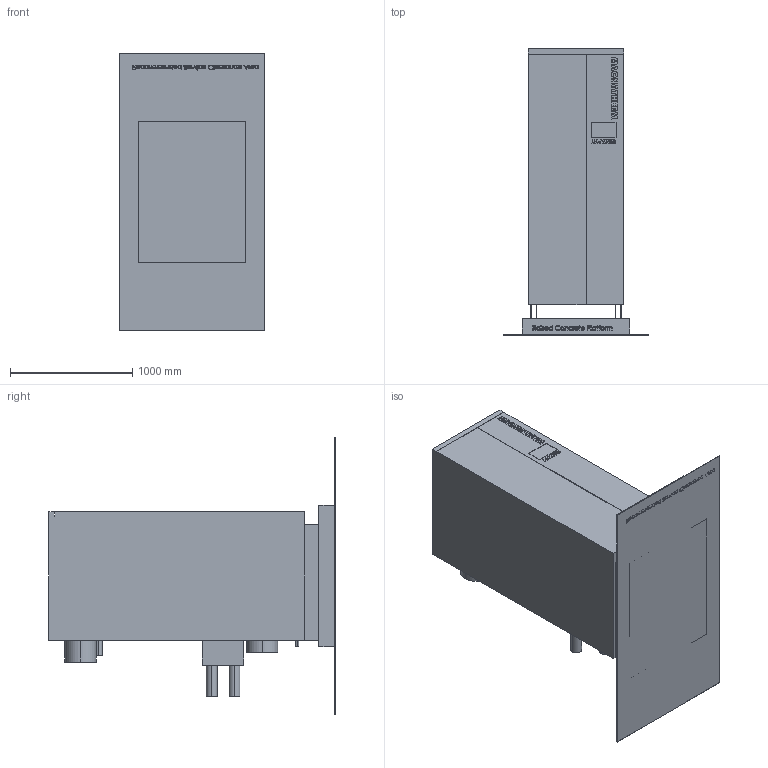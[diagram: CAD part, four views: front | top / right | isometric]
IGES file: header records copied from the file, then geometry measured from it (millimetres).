
Start section: SolidWorks IGES file using analytic representation for surfaces
Global section: file name: MGT 3D BLOCKS, 3000.IGS; native system: SolidWorks 2017; preprocessor: SolidWorks 2017; author: hturner; date: 180717.131633; units: inch
Bounding box: 1188.72 x 2343.15 x 2273.3 mm (x, y, z)
Surface area: 17029543.8 mm2 (no closed solid volume)
Topology: 0 solids, 0 shells, 1087 faces, 17724 edges, 17724 vertices
Faces by surface type: bspline 1072, revolution 15
